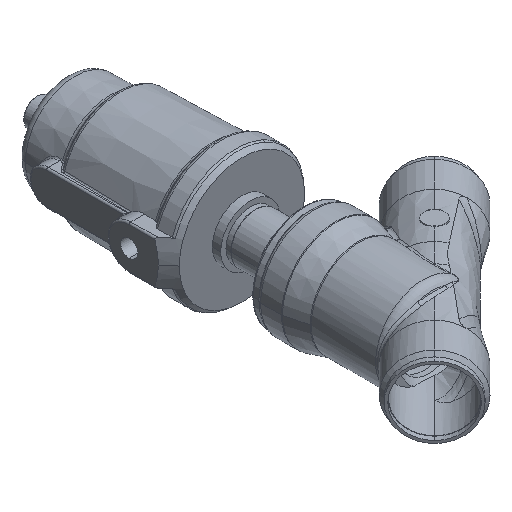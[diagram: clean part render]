
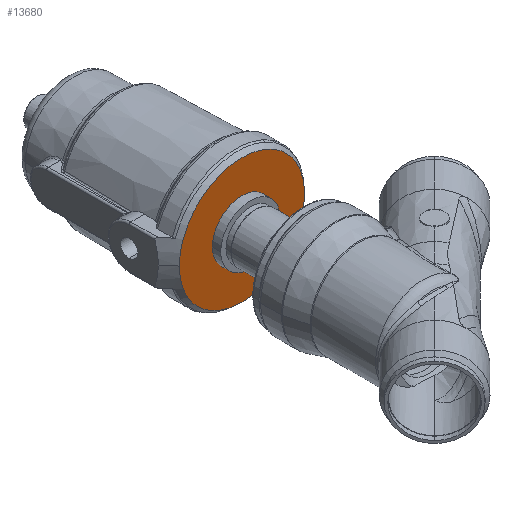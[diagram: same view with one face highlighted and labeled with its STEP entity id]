
A CAD part, isometric view. The second image highlights one B-rep face of the part: STEP entity #13680.
In plain terms, the highlighted planar face has unit normal (0, -1, 0).
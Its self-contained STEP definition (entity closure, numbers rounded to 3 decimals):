
#203 = DIRECTION ( 'NONE',  ( 0., 0., 1. ) ) ;
#211 = CIRCLE ( 'NONE', #12964, 17. ) ;
#323 = VERTEX_POINT ( 'NONE', #13155 ) ;
#1177 = DIRECTION ( 'NONE',  ( 0., 0., 1. ) ) ;
#2734 = AXIS2_PLACEMENT_3D ( 'NONE', #5383, #10253, #7949 ) ;
#2841 = EDGE_LOOP ( 'NONE', ( #9461, #7475 ) ) ;
#3458 = VERTEX_POINT ( 'NONE', #10163 ) ;
#3761 = DIRECTION ( 'NONE',  ( 0., 1., 0. ) ) ;
#3810 = CARTESIAN_POINT ( 'NONE',  ( -104.103, -6.875, 0. ) ) ;
#4388 = CIRCLE ( 'NONE', #13245, 36. ) ;
#4841 = CARTESIAN_POINT ( 'NONE',  ( -104.103, -6.875, 0. ) ) ;
#5383 = CARTESIAN_POINT ( 'NONE',  ( -123.353, -6.875, 0. ) ) ;
#5651 = CIRCLE ( 'NONE', #8468, 36. ) ;
#5676 = CARTESIAN_POINT ( 'NONE',  ( -104.103, -6.875, 17. ) ) ;
#6119 = DIRECTION ( 'NONE',  ( 0., 0., 1. ) ) ;
#7475 = ORIENTED_EDGE ( 'NONE', *, *, #11933, .F. ) ;
#7858 = FACE_OUTER_BOUND ( 'NONE', #2841, .T. ) ;
#7861 = VERTEX_POINT ( 'NONE', #5676 ) ;
#7949 = DIRECTION ( 'NONE',  ( 0., 0., -1. ) ) ;
#8376 = DIRECTION ( 'NONE',  ( 0., 0., 1. ) ) ;
#8468 = AXIS2_PLACEMENT_3D ( 'NONE', #14555, #3761, #203 ) ;
#8527 = EDGE_CURVE ( 'NONE', #3458, #323, #4388, .T. ) ;
#9104 = PLANE ( 'NONE',  #2734 ) ;
#9461 = ORIENTED_EDGE ( 'NONE', *, *, #8527, .F. ) ;
#9816 = DIRECTION ( 'NONE',  ( 0., 1., 0. ) ) ;
#10163 = CARTESIAN_POINT ( 'NONE',  ( -104.103, -6.875, 36. ) ) ;
#10253 = DIRECTION ( 'NONE',  ( 0., -1., 0. ) ) ;
#10333 = VERTEX_POINT ( 'NONE', #11858 ) ;
#10873 = FACE_BOUND ( 'NONE', #11393, .T. ) ;
#11393 = EDGE_LOOP ( 'NONE', ( #14999, #13308 ) ) ;
#11696 = CIRCLE ( 'NONE', #12082, 17. ) ;
#11858 = CARTESIAN_POINT ( 'NONE',  ( -104.103, -6.875, -17. ) ) ;
#11933 = EDGE_CURVE ( 'NONE', #323, #3458, #5651, .T. ) ;
#12082 = AXIS2_PLACEMENT_3D ( 'NONE', #3810, #9816, #6119 ) ;
#12847 = EDGE_CURVE ( 'NONE', #10333, #7861, #211, .T. ) ;
#12964 = AXIS2_PLACEMENT_3D ( 'NONE', #4841, #14319, #1177 ) ;
#13155 = CARTESIAN_POINT ( 'NONE',  ( -104.103, -6.875, -36. ) ) ;
#13245 = AXIS2_PLACEMENT_3D ( 'NONE', #14343, #15529, #8376 ) ;
#13308 = ORIENTED_EDGE ( 'NONE', *, *, #12847, .T. ) ;
#13680 = ADVANCED_FACE ( 'NONE', ( #10873, #7858 ), #9104, .T. ) ;
#14134 = EDGE_CURVE ( 'NONE', #7861, #10333, #11696, .T. ) ;
#14319 = DIRECTION ( 'NONE',  ( 0., 1., 0. ) ) ;
#14343 = CARTESIAN_POINT ( 'NONE',  ( -104.103, -6.875, 0. ) ) ;
#14555 = CARTESIAN_POINT ( 'NONE',  ( -104.103, -6.875, 0. ) ) ;
#14999 = ORIENTED_EDGE ( 'NONE', *, *, #14134, .T. ) ;
#15529 = DIRECTION ( 'NONE',  ( 0., 1., 0. ) ) ;
